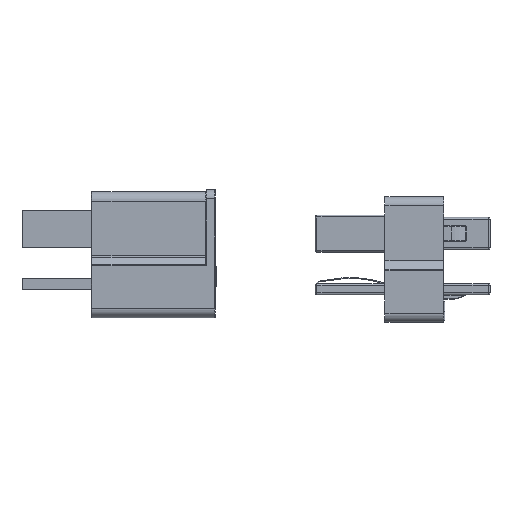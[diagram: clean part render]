
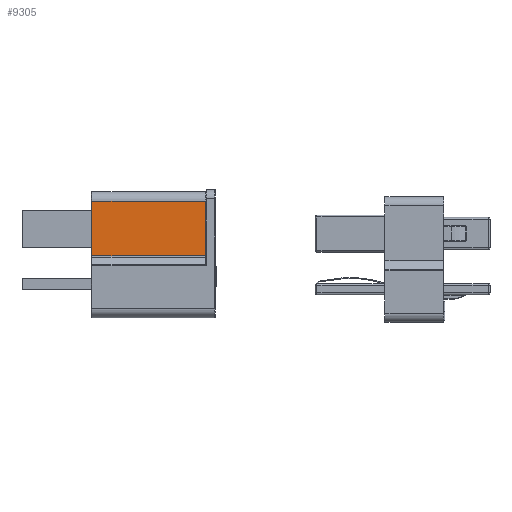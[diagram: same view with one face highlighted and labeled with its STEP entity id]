
A CAD part, left-side view. The second image highlights one B-rep face of the part: STEP entity #9305.
In plain terms, the highlighted planar face has unit normal (-1, 0, 0).
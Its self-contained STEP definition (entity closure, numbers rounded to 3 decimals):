
#2377=ORIENTED_EDGE('',*,*,#3517,.T.);
#2378=ORIENTED_EDGE('',*,*,#3290,.T.);
#2379=ORIENTED_EDGE('',*,*,#3514,.T.);
#2380=ORIENTED_EDGE('',*,*,#3219,.T.);
#3219=EDGE_CURVE('',#3944,#3950,#4482,.T.);
#3290=EDGE_CURVE('',#3995,#3991,#4505,.T.);
#3514=EDGE_CURVE('',#3991,#3944,#4662,.T.);
#3517=EDGE_CURVE('',#3950,#3995,#4665,.T.);
#3944=VERTEX_POINT('',#13588);
#3950=VERTEX_POINT('',#13614);
#3991=VERTEX_POINT('',#13741);
#3995=VERTEX_POINT('',#13753);
#4482=LINE('',#13615,#5013);
#4505=LINE('',#13756,#5036);
#4662=LINE('',#14219,#5193);
#4665=LINE('',#14223,#5196);
#5013=VECTOR('',#11369,1000.);
#5036=VECTOR('',#11536,1000.);
#5193=VECTOR('',#12005,1000.);
#5196=VECTOR('',#12010,1000.);
#5636=EDGE_LOOP('',(#2377,#2378,#2379,#2380));
#6047=FACE_BOUND('',#5636,.T.);
#6188=PLANE('',#10058);
#9305=ADVANCED_FACE('',(#6047),#6188,.F.);
#10058=AXIS2_PLACEMENT_3D('',#14233,#12023,#12024);
#11369=DIRECTION('',(0.,0.,1.));
#11536=DIRECTION('',(0.,0.,-1.));
#12005=DIRECTION('',(0.,-1.,0.));
#12010=DIRECTION('',(0.,1.,0.));
#12023=DIRECTION('',(1.,0.,0.));
#12024=DIRECTION('',(0.,0.,-1.));
#13588=CARTESIAN_POINT('',(-3.936,22.527,0.397));
#13614=CARTESIAN_POINT('',(-3.936,22.527,6.319));
#13615=CARTESIAN_POINT('',(-3.936,22.527,7.319));
#13741=CARTESIAN_POINT('',(-3.936,34.827,0.397));
#13753=CARTESIAN_POINT('',(-3.936,34.827,6.319));
#13756=CARTESIAN_POINT('',(-3.936,34.827,7.319));
#14219=CARTESIAN_POINT('',(-3.936,21.477,0.397));
#14223=CARTESIAN_POINT('',(-3.936,34.877,6.319));
#14233=CARTESIAN_POINT('',(-3.936,21.477,7.319));
